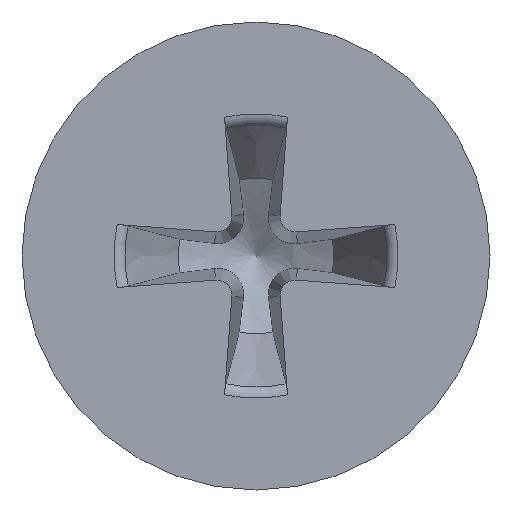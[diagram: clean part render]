
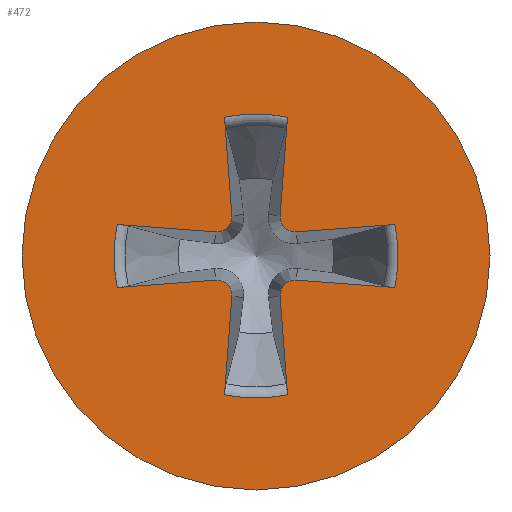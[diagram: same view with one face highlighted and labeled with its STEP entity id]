
A CAD part, left-side view. The second image highlights one B-rep face of the part: STEP entity #472.
In plain terms, the highlighted planar face has unit normal (-1, 0, 0).
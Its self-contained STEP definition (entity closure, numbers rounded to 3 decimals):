
#18=LINE('',#809,#34);
#19=LINE('',#814,#35);
#20=LINE('',#817,#36);
#23=LINE('',#830,#39);
#24=LINE('',#849,#40);
#27=LINE('',#862,#43);
#29=LINE('',#899,#45);
#30=LINE('',#904,#46);
#34=VECTOR('',#635,10.);
#35=VECTOR('',#638,10.);
#36=VECTOR('',#641,10.);
#39=VECTOR('',#646,10.);
#40=VECTOR('',#653,10.);
#43=VECTOR('',#658,10.);
#45=VECTOR('',#670,10.);
#46=VECTOR('',#673,10.);
#88=PLANE('',#550);
#95=FACE_BOUND('',#157,.T.);
#124=FACE_OUTER_BOUND('',#156,.T.);
#156=EDGE_LOOP('',(#412));
#157=EDGE_LOOP('',(#413,#414,#415,#416,#417,#418,#419,#420,#421,#422,#423,
#424,#425,#426,#427,#428));
#168=CIRCLE('',#506,1.612);
#171=CIRCLE('',#513,1.612);
#174=CIRCLE('',#520,1.612);
#177=CIRCLE('',#527,1.612);
#179=CIRCLE('',#531,0.173);
#180=CIRCLE('',#537,0.173);
#181=CIRCLE('',#541,0.173);
#182=CIRCLE('',#543,0.173);
#185=CIRCLE('',#551,2.65);
#190=VERTEX_POINT('',#705);
#193=VERTEX_POINT('',#710);
#196=VERTEX_POINT('',#724);
#199=VERTEX_POINT('',#729);
#202=VERTEX_POINT('',#743);
#205=VERTEX_POINT('',#748);
#208=VERTEX_POINT('',#762);
#211=VERTEX_POINT('',#767);
#216=VERTEX_POINT('',#797);
#217=VERTEX_POINT('',#799);
#219=VERTEX_POINT('',#807);
#220=VERTEX_POINT('',#816);
#223=VERTEX_POINT('',#828);
#224=VERTEX_POINT('',#848);
#227=VERTEX_POINT('',#860);
#229=VERTEX_POINT('',#895);
#232=VERTEX_POINT('',#915);
#240=EDGE_CURVE('',#193,#190,#168,.T.);
#247=EDGE_CURVE('',#199,#196,#171,.T.);
#254=EDGE_CURVE('',#205,#202,#174,.T.);
#261=EDGE_CURVE('',#211,#208,#177,.T.);
#267=EDGE_CURVE('',#217,#216,#179,.T.);
#271=EDGE_CURVE('',#211,#219,#18,.T.);
#273=EDGE_CURVE('',#205,#217,#19,.T.);
#274=EDGE_CURVE('',#190,#220,#20,.T.);
#279=EDGE_CURVE('',#199,#223,#23,.T.);
#281=EDGE_CURVE('',#223,#220,#180,.T.);
#282=EDGE_CURVE('',#208,#224,#24,.T.);
#287=EDGE_CURVE('',#193,#227,#27,.T.);
#289=EDGE_CURVE('',#227,#224,#181,.T.);
#292=EDGE_CURVE('',#219,#229,#182,.T.);
#293=EDGE_CURVE('',#202,#229,#29,.T.);
#295=EDGE_CURVE('',#196,#216,#30,.T.);
#299=EDGE_CURVE('',#232,#232,#185,.T.);
#412=ORIENTED_EDGE('',*,*,#299,.F.);
#413=ORIENTED_EDGE('',*,*,#287,.T.);
#414=ORIENTED_EDGE('',*,*,#289,.T.);
#415=ORIENTED_EDGE('',*,*,#282,.F.);
#416=ORIENTED_EDGE('',*,*,#261,.F.);
#417=ORIENTED_EDGE('',*,*,#271,.T.);
#418=ORIENTED_EDGE('',*,*,#292,.T.);
#419=ORIENTED_EDGE('',*,*,#293,.F.);
#420=ORIENTED_EDGE('',*,*,#254,.F.);
#421=ORIENTED_EDGE('',*,*,#273,.T.);
#422=ORIENTED_EDGE('',*,*,#267,.T.);
#423=ORIENTED_EDGE('',*,*,#295,.F.);
#424=ORIENTED_EDGE('',*,*,#247,.F.);
#425=ORIENTED_EDGE('',*,*,#279,.T.);
#426=ORIENTED_EDGE('',*,*,#281,.T.);
#427=ORIENTED_EDGE('',*,*,#274,.F.);
#428=ORIENTED_EDGE('',*,*,#240,.F.);
#472=ADVANCED_FACE('',(#124,#95),#88,.T.);
#506=AXIS2_PLACEMENT_3D('',#712,#578,#579);
#513=AXIS2_PLACEMENT_3D('',#731,#592,#593);
#520=AXIS2_PLACEMENT_3D('',#750,#606,#607);
#527=AXIS2_PLACEMENT_3D('',#769,#620,#621);
#531=AXIS2_PLACEMENT_3D('',#800,#629,#630);
#537=AXIS2_PLACEMENT_3D('',#846,#649,#650);
#541=AXIS2_PLACEMENT_3D('',#878,#661,#662);
#543=AXIS2_PLACEMENT_3D('',#897,#666,#667);
#550=AXIS2_PLACEMENT_3D('',#914,#682,#683);
#551=AXIS2_PLACEMENT_3D('',#916,#684,#685);
#578=DIRECTION('center_axis',(-1.,0.,0.));
#579=DIRECTION('ref_axis',(0.,0.,-1.));
#592=DIRECTION('center_axis',(-1.,0.,0.));
#593=DIRECTION('ref_axis',(0.,-1.,0.));
#606=DIRECTION('center_axis',(-1.,0.,0.));
#607=DIRECTION('ref_axis',(0.,0.,1.));
#620=DIRECTION('center_axis',(-1.,0.,0.));
#621=DIRECTION('ref_axis',(0.,1.,0.));
#629=DIRECTION('center_axis',(-1.,0.,0.));
#630=DIRECTION('ref_axis',(0.,0.997,0.074));
#635=DIRECTION('',(0.,-0.997,-0.074));
#638=DIRECTION('',(0.,0.074,-0.997));
#641=DIRECTION('',(0.,0.074,0.997));
#646=DIRECTION('',(0.,0.997,0.074));
#649=DIRECTION('center_axis',(-1.,0.,0.));
#650=DIRECTION('ref_axis',(0.,-0.074,0.997));
#653=DIRECTION('',(0.,-0.997,0.074));
#658=DIRECTION('',(0.,-0.074,0.997));
#661=DIRECTION('center_axis',(-1.,0.,0.));
#662=DIRECTION('ref_axis',(0.,-0.997,-0.074));
#666=DIRECTION('center_axis',(-1.,0.,0.));
#667=DIRECTION('ref_axis',(0.,0.074,-0.997));
#670=DIRECTION('',(0.,-0.074,-0.997));
#673=DIRECTION('',(0.,0.997,-0.074));
#682=DIRECTION('center_axis',(-1.,0.,0.));
#683=DIRECTION('ref_axis',(0.,0.,1.));
#684=DIRECTION('center_axis',(1.,0.,0.));
#685=DIRECTION('ref_axis',(0.,1.,0.));
#705=CARTESIAN_POINT('',(0.,-0.357,-1.572));
#710=CARTESIAN_POINT('',(0.,0.357,-1.572));
#712=CARTESIAN_POINT('Origin',(0.,0.,
0.));
#724=CARTESIAN_POINT('',(0.,-1.572,0.357));
#729=CARTESIAN_POINT('',(0.,-1.572,-0.357));
#731=CARTESIAN_POINT('Origin',(0.,0.,
0.));
#743=CARTESIAN_POINT('',(0.,0.357,1.572));
#748=CARTESIAN_POINT('',(0.,-0.357,1.572));
#750=CARTESIAN_POINT('Origin',(0.,0.,
0.));
#762=CARTESIAN_POINT('',(0.,1.572,-0.357));
#767=CARTESIAN_POINT('',(0.,1.572,0.357));
#769=CARTESIAN_POINT('Origin',(0.,0.,
0.));
#797=CARTESIAN_POINT('',(0.,-0.458,0.273));
#799=CARTESIAN_POINT('',(0.,-0.273,0.458));
#800=CARTESIAN_POINT('Origin',(0.,-0.446,
0.446));
#807=CARTESIAN_POINT('',(0.,0.458,0.273));
#809=CARTESIAN_POINT('',(0.,1.484,0.35));
#814=CARTESIAN_POINT('',(0.,-0.35,1.484));
#816=CARTESIAN_POINT('',(0.,-0.273,-0.458));
#817=CARTESIAN_POINT('',(0.,-0.25,-0.143));
#828=CARTESIAN_POINT('',(0.,-0.458,-0.273));
#830=CARTESIAN_POINT('',(0.,-1.484,-0.35));
#846=CARTESIAN_POINT('Origin',(0.,-0.446,
-0.446));
#848=CARTESIAN_POINT('',(0.,0.458,-0.273));
#849=CARTESIAN_POINT('',(0.,1.258,-0.333));
#860=CARTESIAN_POINT('',(0.,0.273,-0.458));
#862=CARTESIAN_POINT('',(0.,0.35,-1.484));
#878=CARTESIAN_POINT('Origin',(0.,0.446,-0.446));
#895=CARTESIAN_POINT('',(0.,0.273,0.458));
#897=CARTESIAN_POINT('Origin',(0.,0.446,0.446));
#899=CARTESIAN_POINT('',(0.,0.261,0.298));
#904=CARTESIAN_POINT('',(0.,0.818,0.178));
#914=CARTESIAN_POINT('Origin',(0.,2.088,0.));
#915=CARTESIAN_POINT('',(0.,2.65,0.));
#916=CARTESIAN_POINT('Origin',(0.,0.,
0.));
